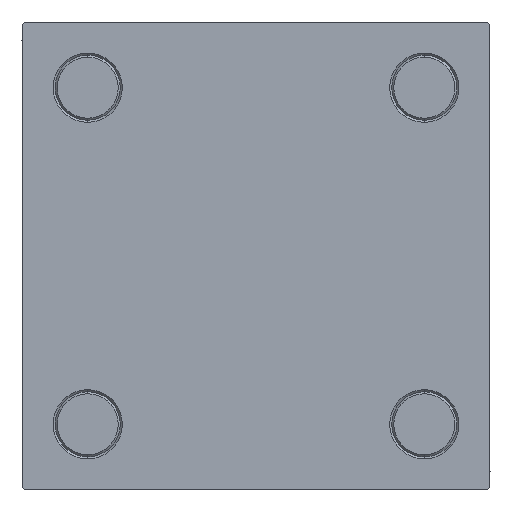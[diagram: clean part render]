
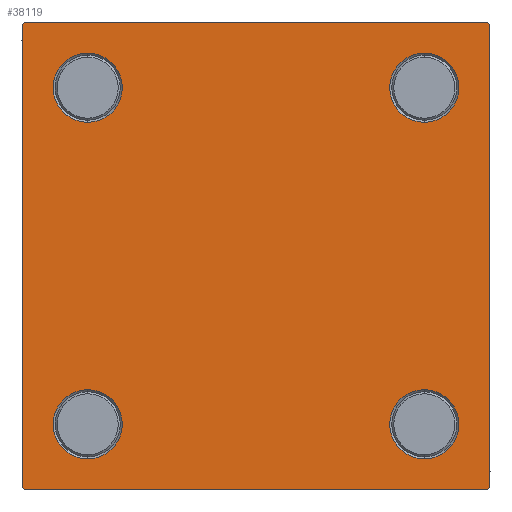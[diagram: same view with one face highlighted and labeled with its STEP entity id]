
A CAD part, left-side view. The second image highlights one B-rep face of the part: STEP entity #38119.
In plain terms, the highlighted planar face has unit normal (-1, 0, 0).
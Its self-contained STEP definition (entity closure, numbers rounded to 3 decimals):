
#480 = VECTOR ( 'NONE', #10701, 1000. ) ;
#582 = ORIENTED_EDGE ( 'NONE', *, *, #9843, .T. ) ;
#1699 = CARTESIAN_POINT ( 'NONE',  ( 0., 57.5, -57.5 ) ) ;
#2476 = AXIS2_PLACEMENT_3D ( 'NONE', #25507, #41014, #6223 ) ;
#2553 = CARTESIAN_POINT ( 'NONE',  ( 0., 41.35, 32.85 ) ) ;
#3143 = DIRECTION ( 'NONE',  ( 1., 0., 0. ) ) ;
#3583 = LINE ( 'NONE', #41687, #21637 ) ;
#3672 = CARTESIAN_POINT ( 'NONE',  ( 0., 57.5, -57. ) ) ;
#3948 = FACE_BOUND ( 'NONE', #25333, .T. ) ;
#4075 = AXIS2_PLACEMENT_3D ( 'NONE', #44810, #3143, #18627 ) ;
#4883 = CIRCLE ( 'NONE', #4075, 8.5 ) ;
#4935 = VERTEX_POINT ( 'NONE', #3672 ) ;
#5246 = VERTEX_POINT ( 'NONE', #33220 ) ;
#5481 = ORIENTED_EDGE ( 'NONE', *, *, #46660, .T. ) ;
#5528 = CARTESIAN_POINT ( 'NONE',  ( 0., -57.5, 57. ) ) ;
#5686 = CIRCLE ( 'NONE', #2476, 8.5 ) ;
#5688 = CARTESIAN_POINT ( 'NONE',  ( 0., -57., -57.5 ) ) ;
#5852 = CARTESIAN_POINT ( 'NONE',  ( 0., -41.35, -41.35 ) ) ;
#6223 = DIRECTION ( 'NONE',  ( 0., 0., 1. ) ) ;
#6647 = LINE ( 'NONE', #15258, #480 ) ;
#6895 = ORIENTED_EDGE ( 'NONE', *, *, #33150, .F. ) ;
#7596 = CARTESIAN_POINT ( 'NONE',  ( 0., -57.25, -57.25 ) ) ;
#7801 = CARTESIAN_POINT ( 'NONE',  ( 0., 41.35, -41.35 ) ) ;
#8009 = PLANE ( 'NONE',  #39827 ) ;
#8400 = CARTESIAN_POINT ( 'NONE',  ( 0., -57.25, 57.25 ) ) ;
#8641 = DIRECTION ( 'NONE',  ( 0., 0., 1. ) ) ;
#8910 = CARTESIAN_POINT ( 'NONE',  ( 0., -41.35, 41.35 ) ) ;
#9843 = EDGE_CURVE ( 'NONE', #15815, #4935, #6647, .T. ) ;
#9866 = EDGE_CURVE ( 'NONE', #49963, #5246, #3583, .T. ) ;
#9931 = CARTESIAN_POINT ( 'NONE',  ( 0., -57., 57.5 ) ) ;
#10087 = CARTESIAN_POINT ( 'NONE',  ( 0., 57.25, -57.25 ) ) ;
#10143 = ORIENTED_EDGE ( 'NONE', *, *, #35818, .T. ) ;
#10511 = ORIENTED_EDGE ( 'NONE', *, *, #25203, .T. ) ;
#10566 = ORIENTED_EDGE ( 'NONE', *, *, #20876, .T. ) ;
#10701 = DIRECTION ( 'NONE',  ( 0., 0., -1. ) ) ;
#11224 = DIRECTION ( 'NONE',  ( 1., 0., 0. ) ) ;
#11504 = EDGE_LOOP ( 'NONE', ( #34916, #10511 ) ) ;
#11862 = DIRECTION ( 'NONE',  ( 1., 0., 0. ) ) ;
#12052 = CIRCLE ( 'NONE', #15316, 8.5 ) ;
#13011 = CIRCLE ( 'NONE', #45474, 8.5 ) ;
#13123 = VERTEX_POINT ( 'NONE', #24120 ) ;
#13728 = VECTOR ( 'NONE', #18504, 1000. ) ;
#13894 = LINE ( 'NONE', #10087, #37402 ) ;
#15183 = VERTEX_POINT ( 'NONE', #9931 ) ;
#15258 = CARTESIAN_POINT ( 'NONE',  ( 0., 57.5, 57.5 ) ) ;
#15316 = AXIS2_PLACEMENT_3D ( 'NONE', #7801, #11862, #23279 ) ;
#15701 = ORIENTED_EDGE ( 'NONE', *, *, #39693, .T. ) ;
#15815 = VERTEX_POINT ( 'NONE', #44962 ) ;
#15821 = VERTEX_POINT ( 'NONE', #2553 ) ;
#16317 = VERTEX_POINT ( 'NONE', #43584 ) ;
#17171 = DIRECTION ( 'NONE',  ( 0., -1., 0. ) ) ;
#17667 = EDGE_LOOP ( 'NONE', ( #38723, #33364 ) ) ;
#17822 = EDGE_CURVE ( 'NONE', #26350, #46298, #49365, .T. ) ;
#17978 = CARTESIAN_POINT ( 'NONE',  ( 0., -41.35, 32.85 ) ) ;
#18005 = VERTEX_POINT ( 'NONE', #24807 ) ;
#18504 = DIRECTION ( 'NONE',  ( 0., -1., 0. ) ) ;
#18594 = CIRCLE ( 'NONE', #46975, 8.5 ) ;
#18627 = DIRECTION ( 'NONE',  ( 0., 0., 1. ) ) ;
#18683 = ORIENTED_EDGE ( 'NONE', *, *, #9866, .F. ) ;
#18985 = EDGE_CURVE ( 'NONE', #43924, #13123, #18594, .T. ) ;
#19438 = FACE_BOUND ( 'NONE', #39282, .T. ) ;
#20266 = CARTESIAN_POINT ( 'NONE',  ( 0., -41.35, -49.85 ) ) ;
#20549 = CARTESIAN_POINT ( 'NONE',  ( 0., 41.35, -32.85 ) ) ;
#20876 = EDGE_CURVE ( 'NONE', #23721, #29801, #5686, .T. ) ;
#21392 = EDGE_CURVE ( 'NONE', #13123, #43924, #13011, .T. ) ;
#21556 = ORIENTED_EDGE ( 'NONE', *, *, #28900, .T. ) ;
#21637 = VECTOR ( 'NONE', #26914, 1000. ) ;
#22301 = LINE ( 'NONE', #37806, #13728 ) ;
#22587 = CARTESIAN_POINT ( 'NONE',  ( 0., 41.35, 49.85 ) ) ;
#22738 = DIRECTION ( 'NONE',  ( -1., 0., 0. ) ) ;
#23236 = FACE_BOUND ( 'NONE', #17667, .T. ) ;
#23279 = DIRECTION ( 'NONE',  ( 0., 0., 1. ) ) ;
#23505 = DIRECTION ( 'NONE',  ( 1., 0., 0. ) ) ;
#23721 = VERTEX_POINT ( 'NONE', #20549 ) ;
#24120 = CARTESIAN_POINT ( 'NONE',  ( 0., -41.35, 49.85 ) ) ;
#24158 = VERTEX_POINT ( 'NONE', #5688 ) ;
#24482 = ORIENTED_EDGE ( 'NONE', *, *, #17822, .T. ) ;
#24541 = VECTOR ( 'NONE', #38585, 1000. ) ;
#24807 = CARTESIAN_POINT ( 'NONE',  ( 0., 57., 57.5 ) ) ;
#25203 = EDGE_CURVE ( 'NONE', #15821, #42852, #4883, .T. ) ;
#25333 = EDGE_LOOP ( 'NONE', ( #5481, #24482 ) ) ;
#25507 = CARTESIAN_POINT ( 'NONE',  ( 0., 41.35, -41.35 ) ) ;
#25547 = LINE ( 'NONE', #45372, #34058 ) ;
#25767 = CARTESIAN_POINT ( 'NONE',  ( 0., 41.35, -49.85 ) ) ;
#25972 = EDGE_CURVE ( 'NONE', #16317, #24158, #44355, .T. ) ;
#26045 = DIRECTION ( 'NONE',  ( 0., 0.707, -0.707 ) ) ;
#26167 = AXIS2_PLACEMENT_3D ( 'NONE', #5852, #39897, #43706 ) ;
#26350 = VERTEX_POINT ( 'NONE', #20266 ) ;
#26914 = DIRECTION ( 'NONE',  ( 0., 0., -1. ) ) ;
#27074 = ORIENTED_EDGE ( 'NONE', *, *, #25972, .T. ) ;
#27290 = FACE_BOUND ( 'NONE', #11504, .T. ) ;
#27921 = CARTESIAN_POINT ( 'NONE',  ( 0., -41.35, -41.35 ) ) ;
#28900 = EDGE_CURVE ( 'NONE', #29801, #23721, #12052, .T. ) ;
#29131 = LINE ( 'NONE', #8400, #40691 ) ;
#29367 = DIRECTION ( 'NONE',  ( 0., -0.707, -0.707 ) ) ;
#29801 = VERTEX_POINT ( 'NONE', #25767 ) ;
#30227 = CIRCLE ( 'NONE', #41604, 8.5 ) ;
#30372 = CARTESIAN_POINT ( 'NONE',  ( 0., -41.35, -32.85 ) ) ;
#30675 = AXIS2_PLACEMENT_3D ( 'NONE', #27921, #43431, #8641 ) ;
#31052 = CIRCLE ( 'NONE', #26167, 8.5 ) ;
#31615 = CARTESIAN_POINT ( 'NONE',  ( 0., 0., 0. ) ) ;
#33150 = EDGE_CURVE ( 'NONE', #18005, #15183, #22301, .T. ) ;
#33220 = CARTESIAN_POINT ( 'NONE',  ( 0., -57.5, -57. ) ) ;
#33364 = ORIENTED_EDGE ( 'NONE', *, *, #18985, .T. ) ;
#34058 = VECTOR ( 'NONE', #26045, 1000. ) ;
#34102 = DIRECTION ( 'NONE',  ( 0., 0., 1. ) ) ;
#34448 = CARTESIAN_POINT ( 'NONE',  ( 0., -41.35, 41.35 ) ) ;
#34916 = ORIENTED_EDGE ( 'NONE', *, *, #42335, .T. ) ;
#34933 = FACE_OUTER_BOUND ( 'NONE', #35354, .T. ) ;
#35354 = EDGE_LOOP ( 'NONE', ( #582, #44853, #27074, #48101, #18683, #15701, #6895, #10143 ) ) ;
#35818 = EDGE_CURVE ( 'NONE', #18005, #15815, #25547, .T. ) ;
#37402 = VECTOR ( 'NONE', #29367, 1000. ) ;
#37806 = CARTESIAN_POINT ( 'NONE',  ( 0., 57.5, 57.5 ) ) ;
#38019 = EDGE_CURVE ( 'NONE', #4935, #16317, #13894, .T. ) ;
#38119 = ADVANCED_FACE ( 'NONE', ( #23236, #3948, #19438, #27290, #34933 ), #8009, .T. ) ;
#38585 = DIRECTION ( 'NONE',  ( 0., -0.707, 0.707 ) ) ;
#38723 = ORIENTED_EDGE ( 'NONE', *, *, #21392, .T. ) ;
#39282 = EDGE_LOOP ( 'NONE', ( #10566, #21556 ) ) ;
#39693 = EDGE_CURVE ( 'NONE', #49963, #15183, #29131, .T. ) ;
#39827 = AXIS2_PLACEMENT_3D ( 'NONE', #31615, #22738, #43057 ) ;
#39894 = DIRECTION ( 'NONE',  ( 1., 0., 0. ) ) ;
#39897 = DIRECTION ( 'NONE',  ( 1., 0., 0. ) ) ;
#40691 = VECTOR ( 'NONE', #44644, 1000. ) ;
#41014 = DIRECTION ( 'NONE',  ( 1., 0., 0. ) ) ;
#41604 = AXIS2_PLACEMENT_3D ( 'NONE', #42218, #11224, #34102 ) ;
#41687 = CARTESIAN_POINT ( 'NONE',  ( 0., -57.5, 57.5 ) ) ;
#41795 = EDGE_CURVE ( 'NONE', #24158, #5246, #45033, .T. ) ;
#42218 = CARTESIAN_POINT ( 'NONE',  ( 0., 41.35, 41.35 ) ) ;
#42335 = EDGE_CURVE ( 'NONE', #42852, #15821, #30227, .T. ) ;
#42852 = VERTEX_POINT ( 'NONE', #22587 ) ;
#43057 = DIRECTION ( 'NONE',  ( 0., 0., 1. ) ) ;
#43431 = DIRECTION ( 'NONE',  ( 1., 0., 0. ) ) ;
#43584 = CARTESIAN_POINT ( 'NONE',  ( 0., 57., -57.5 ) ) ;
#43706 = DIRECTION ( 'NONE',  ( 0., 0., 1. ) ) ;
#43924 = VERTEX_POINT ( 'NONE', #17978 ) ;
#44355 = LINE ( 'NONE', #1699, #45504 ) ;
#44644 = DIRECTION ( 'NONE',  ( 0., 0.707, 0.707 ) ) ;
#44810 = CARTESIAN_POINT ( 'NONE',  ( 0., 41.35, 41.35 ) ) ;
#44853 = ORIENTED_EDGE ( 'NONE', *, *, #38019, .T. ) ;
#44962 = CARTESIAN_POINT ( 'NONE',  ( 0., 57.5, 57. ) ) ;
#45033 = LINE ( 'NONE', #7596, #24541 ) ;
#45372 = CARTESIAN_POINT ( 'NONE',  ( 0., 57.25, 57.25 ) ) ;
#45474 = AXIS2_PLACEMENT_3D ( 'NONE', #8910, #39894, #48507 ) ;
#45504 = VECTOR ( 'NONE', #17171, 1000. ) ;
#46298 = VERTEX_POINT ( 'NONE', #30372 ) ;
#46660 = EDGE_CURVE ( 'NONE', #46298, #26350, #31052, .T. ) ;
#46975 = AXIS2_PLACEMENT_3D ( 'NONE', #34448, #23505, #50180 ) ;
#48101 = ORIENTED_EDGE ( 'NONE', *, *, #41795, .T. ) ;
#48507 = DIRECTION ( 'NONE',  ( 0., 0., 1. ) ) ;
#49365 = CIRCLE ( 'NONE', #30675, 8.5 ) ;
#49963 = VERTEX_POINT ( 'NONE', #5528 ) ;
#50180 = DIRECTION ( 'NONE',  ( 0., 0., 1. ) ) ;
